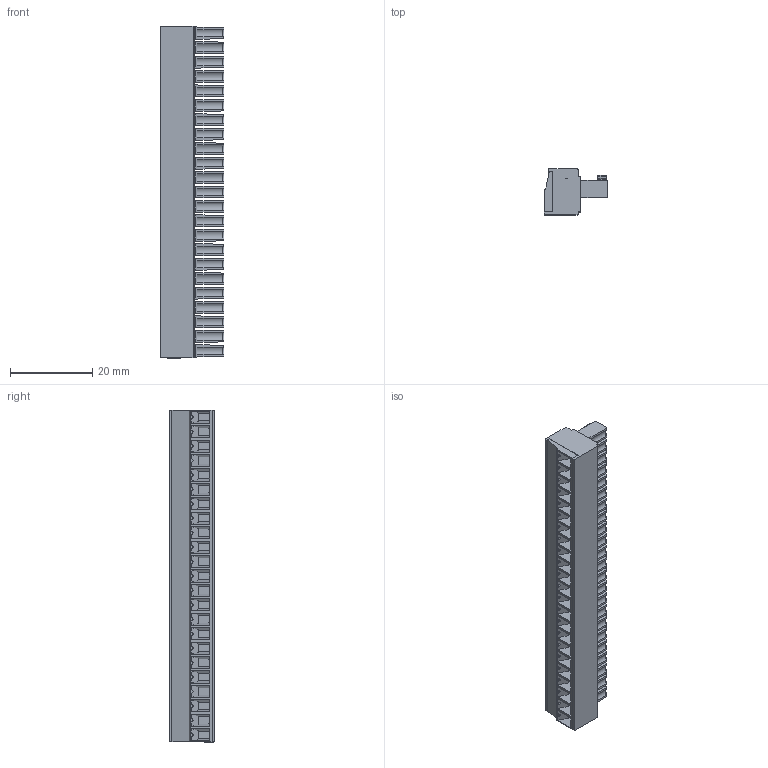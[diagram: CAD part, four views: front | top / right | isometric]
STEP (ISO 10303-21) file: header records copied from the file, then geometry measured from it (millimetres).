
FILE_DESCRIPTION(('STEP AP214'),'1');
FILE_NAME('SH23-3,5.stp','2018-11-19T08:23:22',(' '),(' '),'Spatial InterOp 3D',' ',' ');
FILE_SCHEMA(('AUTOMOTIVE_DESIGN { 1 0 10303 214 1 1 1 1 }'));
Length unit declared in the file: metre
Products named in the file (1): 1
Bounding box: 15.5 x 11.1 x 80.5 mm (x, y, z)
Volume: 7567.7 mm3; surface area: 8809.5 mm2
Topology: 1 solids, 1 shells, 1873 faces, 4992 edges, 3188 vertices
Faces by surface type: plane 1271, cylinder 418, torus 69, cone 69, sphere 46
Full cylindrical faces by diameter (mm): 1.2 x23, 2.8 x23, 3 x23
Entity records: 71813 total; most frequent: CARTESIAN_POINT 11009, ORIENTED_EDGE 9474, DIRECTION 9317, EDGE_CURVE 4737, LINE 3529, VECTOR 3529, VERTEX_POINT 3117, AXIS2_PLACEMENT_3D 2894
